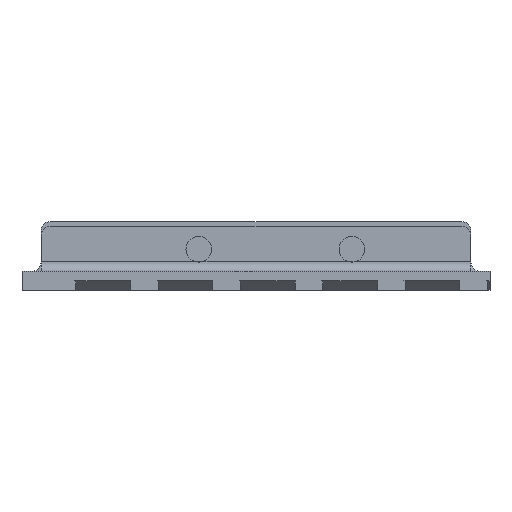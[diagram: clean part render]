
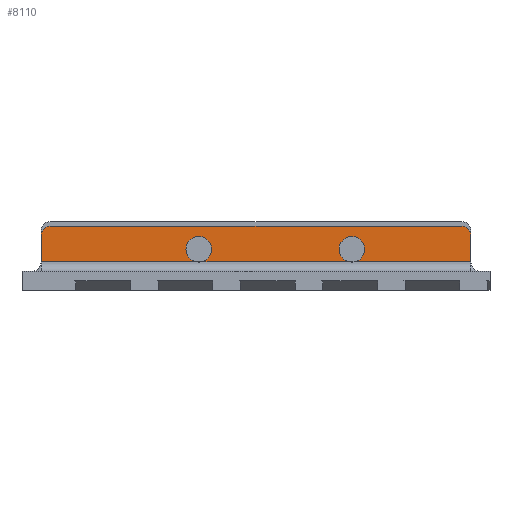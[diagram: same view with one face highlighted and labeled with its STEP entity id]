
A CAD part, front view. The second image highlights one B-rep face of the part: STEP entity #8110.
In plain terms, the highlighted planar face has unit normal (0, -1, 0).
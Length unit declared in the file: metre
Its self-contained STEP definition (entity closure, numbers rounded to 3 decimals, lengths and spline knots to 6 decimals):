
#168=CIRCLE('',#8578,0.0027);
#169=CIRCLE('',#8579,0.0027);
#170=CIRCLE('',#8580,0.002);
#171=CIRCLE('',#8581,0.002);
#966=ORIENTED_EDGE('',*,*,#3413,.F.);
#967=ORIENTED_EDGE('',*,*,#3414,.T.);
#968=ORIENTED_EDGE('',*,*,#3415,.F.);
#969=ORIENTED_EDGE('',*,*,#3416,.T.);
#970=ORIENTED_EDGE('',*,*,#3411,.F.);
#971=ORIENTED_EDGE('',*,*,#3417,.T.);
#972=ORIENTED_EDGE('',*,*,#3418,.T.);
#973=ORIENTED_EDGE('',*,*,#3419,.T.);
#974=ORIENTED_EDGE('',*,*,#3420,.T.);
#975=ORIENTED_EDGE('',*,*,#3421,.T.);
#3411=EDGE_CURVE('',#4612,#4613,#5325,.T.);
#3413=EDGE_CURVE('',#4614,#4615,#168,.T.);
#3414=EDGE_CURVE('',#4614,#4616,#5327,.F.);
#3415=EDGE_CURVE('',#4617,#4616,#169,.T.);
#3416=EDGE_CURVE('',#4617,#4613,#5328,.F.);
#3417=EDGE_CURVE('',#4612,#4618,#170,.T.);
#3418=EDGE_CURVE('',#4618,#4619,#5329,.T.);
#3419=EDGE_CURVE('',#4619,#4620,#171,.T.);
#3420=EDGE_CURVE('',#4620,#4621,#5330,.T.);
#3421=EDGE_CURVE('',#4621,#4615,#5331,.F.);
#4612=VERTEX_POINT('',#12541);
#4613=VERTEX_POINT('',#12543);
#4614=VERTEX_POINT('',#12547);
#4615=VERTEX_POINT('',#12548);
#4616=VERTEX_POINT('',#12550);
#4617=VERTEX_POINT('',#12552);
#4618=VERTEX_POINT('',#12555);
#4619=VERTEX_POINT('',#12557);
#4620=VERTEX_POINT('',#12559);
#4621=VERTEX_POINT('',#12561);
#5325=LINE('',#12542,#6357);
#5327=LINE('',#12549,#6359);
#5328=LINE('',#12553,#6360);
#5329=LINE('',#12556,#6361);
#5330=LINE('',#12560,#6362);
#5331=LINE('',#12562,#6363);
#6357=VECTOR('',#9870,1.);
#6359=VECTOR('',#9876,1.);
#6360=VECTOR('',#9879,1.);
#6361=VECTOR('',#9882,1.);
#6362=VECTOR('',#9885,1.);
#6363=VECTOR('',#9886,1.);
#6950=EDGE_LOOP('',(#966,#967,#968,#969,#970,#971,#972,#973,#974,#975));
#7382=FACE_BOUND('',#6950,.T.);
#7812=PLANE('',#8577);
#8110=ADVANCED_FACE('',(#7382),#7812,.T.);
#8577=AXIS2_PLACEMENT_3D('',#12545,#9872,#9873);
#8578=AXIS2_PLACEMENT_3D('',#12546,#9874,#9875);
#8579=AXIS2_PLACEMENT_3D('',#12551,#9877,#9878);
#8580=AXIS2_PLACEMENT_3D('',#12554,#9880,#9881);
#8581=AXIS2_PLACEMENT_3D('',#12558,#9883,#9884);
#9870=DIRECTION('',(0.,0.,-1.));
#9872=DIRECTION('',(0.,-1.,0.));
#9873=DIRECTION('',(1.,0.,0.));
#9874=DIRECTION('',(0.,-1.,0.));
#9875=DIRECTION('',(1.,0.,0.));
#9876=DIRECTION('',(-1.,0.,0.));
#9877=DIRECTION('',(0.,-1.,0.));
#9878=DIRECTION('',(1.,0.,0.));
#9879=DIRECTION('',(-1.,0.,0.));
#9880=DIRECTION('',(0.,-1.,0.));
#9881=DIRECTION('',(1.,0.,0.));
#9882=DIRECTION('',(-1.,0.,0.));
#9883=DIRECTION('',(0.,-1.,0.));
#9884=DIRECTION('',(1.,0.,0.));
#9885=DIRECTION('',(0.,0.,-1.));
#9886=DIRECTION('',(-1.,0.,0.));
#12541=CARTESIAN_POINT('',(0.04525,-0.06848,0.007504));
#12542=CARTESIAN_POINT('',(0.04525,-0.06848,0.003504));
#12543=CARTESIAN_POINT('',(0.04525,-0.06848,0.002004));
#12545=CARTESIAN_POINT('',(-0.022625,-0.06848,0.003504));
#12546=CARTESIAN_POINT('',(-0.01205,-0.06848,0.004663));
#12547=CARTESIAN_POINT('',(-0.011581,-0.06848,0.002004));
#12548=CARTESIAN_POINT('',(-0.012519,-0.06848,0.002004));
#12549=CARTESIAN_POINT('',(-0.022625,-0.06848,0.002004));
#12550=CARTESIAN_POINT('',(0.019711,-0.06848,0.002004));
#12551=CARTESIAN_POINT('',(0.02018,-0.06848,0.004663));
#12552=CARTESIAN_POINT('',(0.020649,-0.06848,0.002004));
#12553=CARTESIAN_POINT('',(-0.022625,-0.06848,0.002004));
#12554=CARTESIAN_POINT('',(0.04325,-0.06848,0.007504));
#12555=CARTESIAN_POINT('',(0.04325,-0.06848,0.009504));
#12556=CARTESIAN_POINT('',(-0.022625,-0.06848,0.009504));
#12557=CARTESIAN_POINT('',(-0.04325,-0.06848,0.009504));
#12558=CARTESIAN_POINT('',(-0.04325,-0.06848,0.007504));
#12559=CARTESIAN_POINT('',(-0.04525,-0.06848,0.007504));
#12560=CARTESIAN_POINT('',(-0.04525,-0.06848,0.003504));
#12561=CARTESIAN_POINT('',(-0.04525,-0.06848,0.002004));
#12562=CARTESIAN_POINT('',(-0.022625,-0.06848,0.002004));
